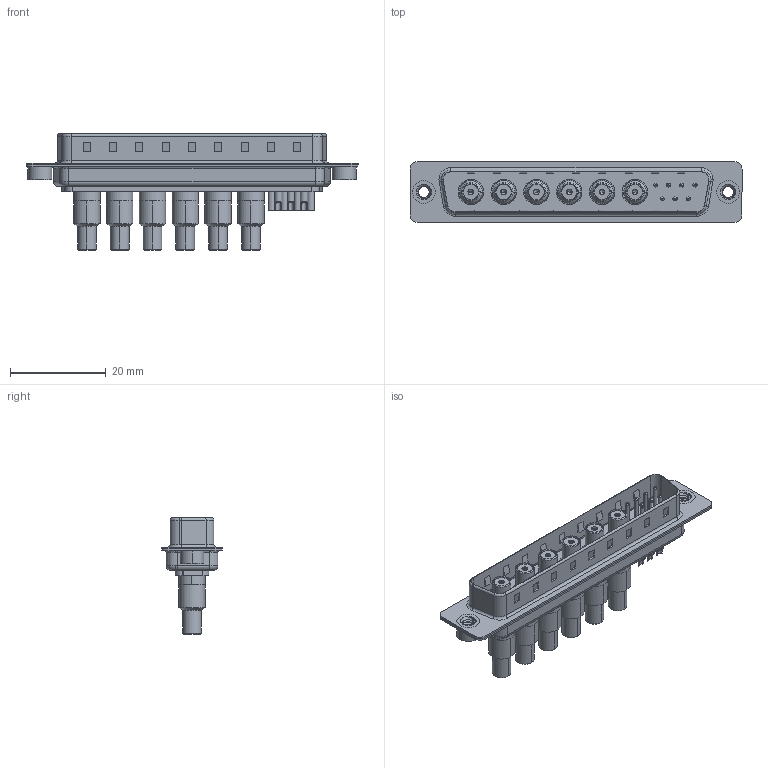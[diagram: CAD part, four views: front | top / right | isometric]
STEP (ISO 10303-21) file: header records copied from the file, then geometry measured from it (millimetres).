
FILE_DESCRIPTION (( 'STEP AP203' ), '1' );
FILE_NAME ('627-13W6222-5N2.STEP', '2019-05-28T06:37:43', ( '' ), ( '' ), 'SwSTEP 2.0', 'SolidWorks 2016', '' );
FILE_SCHEMA (( 'CONFIG_CONTROL_DESIGN' ));
Length unit declared in the file: millimetre
Products named in the file (14): 627-13W6222-5N2; 627Combo Threaded Rivet_2; Locking Collar; 627Combo Housing_13W6; Co-Ax Jack_Solder Cup Tail; Insulator Socket 2; Co-Ax Jack Assy_SC; Socket_Solder Cup; 627Combo Shell Rear_37 Contacts; Solder Cover; 627Combo Contact Row 2_22; 627Combo Contact Row 1_22; Insulator Socket; 627Combo Shell Front_37 Contacts
Assembly tree (24 placements, depth 3):
  627-13W6222-5N2
    627Combo Housing_13W6
    627Combo Shell Rear_37 Contacts
    627Combo Shell Front_37 Contacts
    627Combo Threaded Rivet_2  x2
    Co-Ax Jack Assy_SC  x6
      Co-Ax Jack_Solder Cup Tail
      Insulator Socket
      Insulator Socket 2
      Locking Collar
      Socket_Solder Cup
      Solder Cover
    627Combo Contact Row 1_22  x4
    627Combo Contact Row 2_22  x3
Bounding box: 69.3 x 12.6 x 24.3 mm (x, y, z)
Volume: 4541.7 mm3; surface area: 14135 mm2
Topology: 48 solids, 48 shells, 1451 faces, 3379 edges, 2079 vertices
Faces by surface type: cylinder 637, plane 506, cone 146, torus 144, bspline 18
Entity records: 22515 total; most frequent: CARTESIAN_POINT 4974, DIRECTION 3473, ORIENTED_EDGE 3146, EDGE_CURVE 1573, AXIS2_PLACEMENT_3D 1310, VERTEX_POINT 992, LINE 853, VECTOR 853
